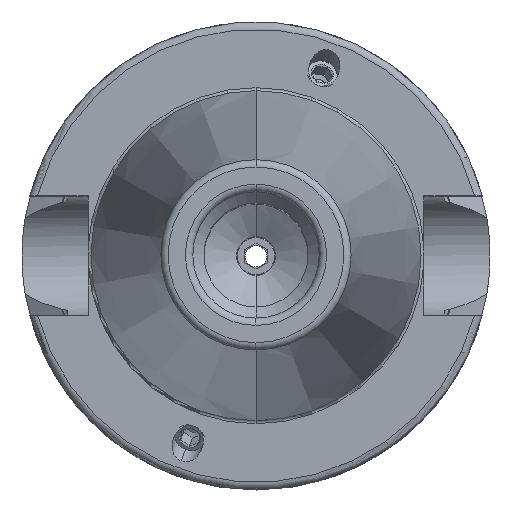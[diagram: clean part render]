
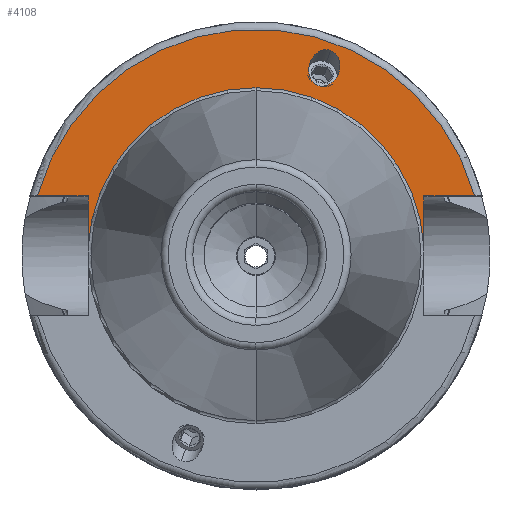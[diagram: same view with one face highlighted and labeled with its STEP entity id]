
A CAD part, top view. The second image highlights one B-rep face of the part: STEP entity #4108.
In plain terms, the highlighted planar face has unit normal (0, 0, 1).
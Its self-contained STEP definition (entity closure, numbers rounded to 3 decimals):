
#730=CARTESIAN_POINT('',(0,0,25));
#731=DIRECTION('',(0,0,-1));
#732=DIRECTION('',(0,1,0));
#733=AXIS2_PLACEMENT_3D('',#730,#731,#732);
#1070=DIRECTION('',(0,1,0));
#1071=VECTOR('',#1070,6.987);
#1072=CARTESIAN_POINT('',(-22.6,1.063,25));
#1073=LINE('',#1072,#1071);
#1074=DIRECTION('',(1,0,0));
#1075=VECTOR('',#1074,6.818);
#1076=CARTESIAN_POINT('',(-29.418,8.05,25));
#1077=LINE('',#1076,#1075);
#1078=DIRECTION('',(-1,0,0));
#1079=VECTOR('',#1078,6.818);
#1080=CARTESIAN_POINT('',(29.418,8.05,25));
#1081=LINE('',#1080,#1079);
#1082=DIRECTION('',(0,-1,0));
#1083=VECTOR('',#1082,6.987);
#1084=CARTESIAN_POINT('',(22.6,8.05,25));
#1085=LINE('',#1084,#1083);
#1086=CARTESIAN_POINT('',(10.056,27.629,25));
#1087=CARTESIAN_POINT('',(10.283,27.547,25));
#1088=CARTESIAN_POINT('',(10.737,27.268,25));
#1089=CARTESIAN_POINT('',(11.226,26.479,25));
#1090=CARTESIAN_POINT('',(11.341,25.65,25));
#1091=CARTESIAN_POINT('',(11.261,25.009,25));
#1092=CARTESIAN_POINT('',(11.137,24.573,25));
#1093=CARTESIAN_POINT('',(10.952,24.159,25));
#1094=CARTESIAN_POINT('',(10.601,23.617,25));
#1095=CARTESIAN_POINT('',(9.98,23.055,25));
#1096=CARTESIAN_POINT('',(9.098,22.765,25));
#1097=CARTESIAN_POINT('',(8.571,22.843,25));
#1098=CARTESIAN_POINT('',(8.344,22.926,25));
#1100=CARTESIAN_POINT('',(8.344,22.926,25));
#1101=CARTESIAN_POINT('',(8.117,23.009,25));
#1102=CARTESIAN_POINT('',(7.663,23.288,25));
#1103=CARTESIAN_POINT('',(7.174,24.076,25));
#1104=CARTESIAN_POINT('',(7.06,24.906,25));
#1105=CARTESIAN_POINT('',(7.14,25.547,25));
#1106=CARTESIAN_POINT('',(7.264,25.983,25));
#1107=CARTESIAN_POINT('',(7.449,26.396,25));
#1108=CARTESIAN_POINT('',(7.8,26.939,25));
#1109=CARTESIAN_POINT('',(8.421,27.5,25));
#1110=CARTESIAN_POINT('',(9.302,27.79,25));
#1111=CARTESIAN_POINT('',(9.829,27.712,25));
#1112=CARTESIAN_POINT('',(10.056,27.629,25));
#1348=CARTESIAN_POINT('',(0,0,25));
#1349=DIRECTION('',(0,0,1));
#1350=DIRECTION('',(0.965,0.264,0));
#1351=AXIS2_PLACEMENT_3D('',#1348,#1349,#1350);
#1388=CARTESIAN_POINT('',(0,0,25));
#1389=DIRECTION('',(0,0,1));
#1390=DIRECTION('',(0,1,0));
#1391=AXIS2_PLACEMENT_3D('',#1388,#1389,#1390);
#2668=CARTESIAN_POINT('',(-22.6,1.063,25));
#2669=CARTESIAN_POINT('',(-22.6,8.05,25));
#2670=VERTEX_POINT('',#2668);
#2671=VERTEX_POINT('',#2669);
#2672=CARTESIAN_POINT('',(-29.418,8.05,25));
#2673=VERTEX_POINT('',#2672);
#2674=CARTESIAN_POINT('',(22.6,8.05,25));
#2675=CARTESIAN_POINT('',(22.6,1.063,25));
#2676=VERTEX_POINT('',#2674);
#2677=VERTEX_POINT('',#2675);
#2684=CARTESIAN_POINT('',(29.418,8.05,25));
#2685=VERTEX_POINT('',#2684);
#2732=CARTESIAN_POINT('',(0,22.625,25));
#2734=VERTEX_POINT('',#2732);
#2750=VERTEX_POINT('',#1086);
#2751=VERTEX_POINT('',#1098);
#4084=CARTESIAN_POINT('',(0,0,25));
#4085=DIRECTION('',(0,0,-1));
#4086=DIRECTION('',(0,-1,0));
#4087=AXIS2_PLACEMENT_3D('',#4084,#4085,#4086);
#4088=PLANE('',#4087);
#4090=ORIENTED_EDGE('',*,*,#4089,.T.);
#4092=ORIENTED_EDGE('',*,*,#4091,.F.);
#4094=ORIENTED_EDGE('',*,*,#4093,.F.);
#4095=ORIENTED_EDGE('',*,*,#4044,.T.);
#4096=ORIENTED_EDGE('',*,*,#3785,.T.);
#4097=ORIENTED_EDGE('',*,*,#3768,.F.);
#4099=ORIENTED_EDGE('',*,*,#4098,.T.);
#4100=EDGE_LOOP('',(#4090,#4092,#4094,#4095,#4096,#4097,#4099));
#4101=FACE_OUTER_BOUND('',#4100,.F.);
#4103=ORIENTED_EDGE('',*,*,#4102,.F.);
#4105=ORIENTED_EDGE('',*,*,#4104,.F.);
#4106=EDGE_LOOP('',(#4103,#4105));
#4107=FACE_BOUND('',#4106,.F.);
#4108=ADVANCED_FACE('',(#4101,#4107),#4088,.F.);
#734=CIRCLE('',#733,22.625);
#1099=B_SPLINE_CURVE_WITH_KNOTS('',3,(#1086,#1087,#1088,#1089,#1090,#1091,#1092,
#1093,#1094,#1095,#1096,#1097,#1098),.UNSPECIFIED.,.F.,.F.,(4,1,1,1,1,1,1,1,1,1,
4),(0,0.125,0.25,0.375,0.438,0.5,0.563,0.625,0.75,0.875,
1.0),.UNSPECIFIED.);
#1113=B_SPLINE_CURVE_WITH_KNOTS('',3,(#1100,#1101,#1102,#1103,#1104,#1105,#1106,
#1107,#1108,#1109,#1110,#1111,#1112),.UNSPECIFIED.,.F.,.F.,(4,1,1,1,1,1,1,1,1,1,
4),(0,0.125,0.25,0.375,0.438,0.5,0.563,0.625,0.75,0.875,
1.0),.UNSPECIFIED.);
#1352=CIRCLE('',#1351,30.5);
#1392=CIRCLE('',#1391,22.625);
#3768=EDGE_CURVE('',#2734,#2677,#734,.T.);
#3785=EDGE_CURVE('',#2676,#2677,#1085,.T.);
#4044=EDGE_CURVE('',#2685,#2676,#1081,.T.);
#4089=EDGE_CURVE('',#2670,#2671,#1073,.T.);
#4091=EDGE_CURVE('',#2673,#2671,#1077,.T.);
#4093=EDGE_CURVE('',#2685,#2673,#1352,.T.);
#4098=EDGE_CURVE('',#2734,#2670,#1392,.T.);
#4102=EDGE_CURVE('',#2750,#2751,#1099,.T.);
#4104=EDGE_CURVE('',#2751,#2750,#1113,.T.);
